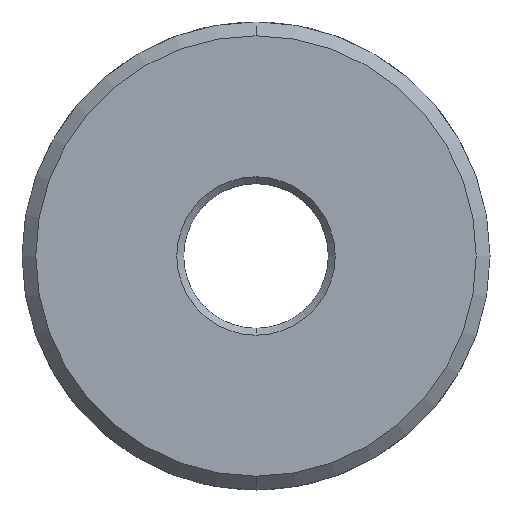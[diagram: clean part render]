
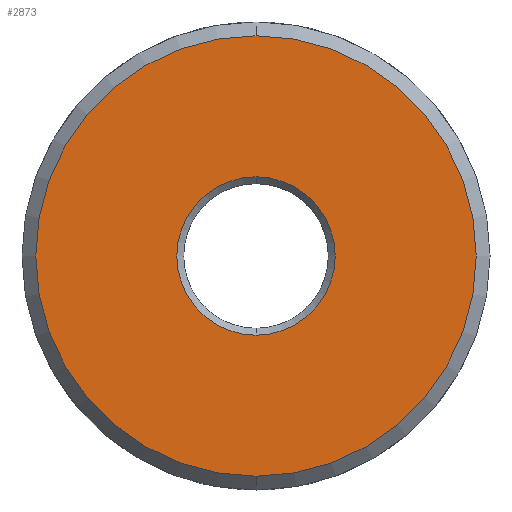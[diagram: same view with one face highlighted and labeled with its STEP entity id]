
A CAD part, front view. The second image highlights one B-rep face of the part: STEP entity #2873.
In plain terms, the highlighted planar face has unit normal (0, -1, 0).
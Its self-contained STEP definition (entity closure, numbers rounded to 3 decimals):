
#1283 = CIRCLE ( 'NONE', #6023, 6.395 ) ;
#1416 = CARTESIAN_POINT ( 'NONE',  ( 0., 0., 0. ) ) ;
#1809 = CARTESIAN_POINT ( 'NONE',  ( 0., 0., 0. ) ) ;
#2006 = VERTEX_POINT ( 'NONE', #2213 ) ;
#2213 = CARTESIAN_POINT ( 'NONE',  ( 0., 0., -2.3 ) ) ;
#2349 = PLANE ( 'NONE',  #5200 ) ;
#2545 = VERTEX_POINT ( 'NONE', #12290 ) ;
#2873 = ADVANCED_FACE ( 'NONE', ( #8021, #3619 ), #2349, .F. ) ;
#3383 = DIRECTION ( 'NONE',  ( 0., 0., 1. ) ) ;
#3619 = FACE_OUTER_BOUND ( 'NONE', #13451, .T. ) ;
#4496 = CARTESIAN_POINT ( 'NONE',  ( 0., 0., 0. ) ) ;
#4662 = DIRECTION ( 'NONE',  ( 1., 0., 0. ) ) ;
#5200 = AXIS2_PLACEMENT_3D ( 'NONE', #8094, #10466, #4662 ) ;
#5381 = ORIENTED_EDGE ( 'NONE', *, *, #7675, .T. ) ;
#6023 = AXIS2_PLACEMENT_3D ( 'NONE', #14079, #13940, #12961 ) ;
#6684 = CARTESIAN_POINT ( 'NONE',  ( 0., 0., -6.395 ) ) ;
#7264 = CIRCLE ( 'NONE', #8929, 6.395 ) ;
#7397 = DIRECTION ( 'NONE',  ( 0., -1., 0. ) ) ;
#7536 = EDGE_LOOP ( 'NONE', ( #10257, #9382 ) ) ;
#7675 = EDGE_CURVE ( 'NONE', #13177, #11020, #1283, .T. ) ;
#7910 = DIRECTION ( 'NONE',  ( 0., 0., 1. ) ) ;
#8021 = FACE_BOUND ( 'NONE', #7536, .T. ) ;
#8030 = ORIENTED_EDGE ( 'NONE', *, *, #12334, .T. ) ;
#8094 = CARTESIAN_POINT ( 'NONE',  ( 0., 0., 0. ) ) ;
#8201 = AXIS2_PLACEMENT_3D ( 'NONE', #1416, #9017, #7910 ) ;
#8922 = EDGE_CURVE ( 'NONE', #2545, #2006, #12673, .T. ) ;
#8929 = AXIS2_PLACEMENT_3D ( 'NONE', #1809, #7397, #11936 ) ;
#9017 = DIRECTION ( 'NONE',  ( 0., 1., 0. ) ) ;
#9382 = ORIENTED_EDGE ( 'NONE', *, *, #8922, .T. ) ;
#9617 = CIRCLE ( 'NONE', #8201, 2.3 ) ;
#10257 = ORIENTED_EDGE ( 'NONE', *, *, #13670, .T. ) ;
#10466 = DIRECTION ( 'NONE',  ( 0., 1., 0. ) ) ;
#11020 = VERTEX_POINT ( 'NONE', #14653 ) ;
#11936 = DIRECTION ( 'NONE',  ( 0., 0., 1. ) ) ;
#12290 = CARTESIAN_POINT ( 'NONE',  ( 0., 0., 2.3 ) ) ;
#12334 = EDGE_CURVE ( 'NONE', #11020, #13177, #7264, .T. ) ;
#12673 = CIRCLE ( 'NONE', #14568, 2.3 ) ;
#12961 = DIRECTION ( 'NONE',  ( 0., 0., 1. ) ) ;
#13177 = VERTEX_POINT ( 'NONE', #6684 ) ;
#13451 = EDGE_LOOP ( 'NONE', ( #8030, #5381 ) ) ;
#13582 = DIRECTION ( 'NONE',  ( 0., 1., 0. ) ) ;
#13670 = EDGE_CURVE ( 'NONE', #2006, #2545, #9617, .T. ) ;
#13940 = DIRECTION ( 'NONE',  ( 0., -1., 0. ) ) ;
#14079 = CARTESIAN_POINT ( 'NONE',  ( 0., 0., 0. ) ) ;
#14568 = AXIS2_PLACEMENT_3D ( 'NONE', #4496, #13582, #3383 ) ;
#14653 = CARTESIAN_POINT ( 'NONE',  ( 0., 0., 6.395 ) ) ;
